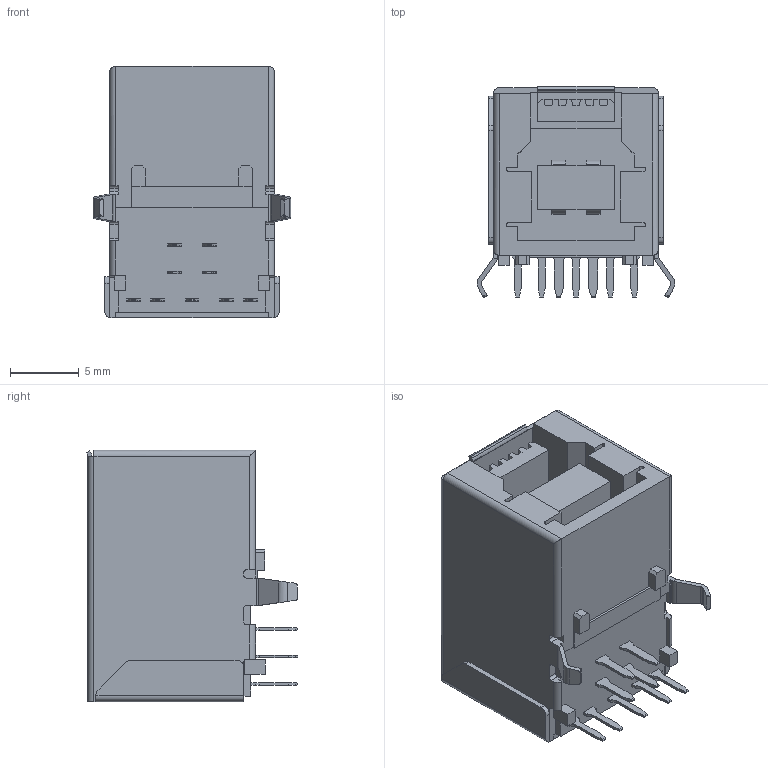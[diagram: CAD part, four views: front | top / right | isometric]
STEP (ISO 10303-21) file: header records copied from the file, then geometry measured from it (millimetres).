
FILE_DESCRIPTION (( 'STEP AP214' ), '1' );
FILE_NAME ('USB 3.0 B.STEP', '2014-10-15T14:20:42', ( 'Master' ), ( '' ), 'SwSTEP 2.0', 'SolidWorks 2013', '' );
FILE_SCHEMA (( 'AUTOMOTIVE_DESIGN' ));
Length unit declared in the file: millimetre
Products named in the file (1): USB 3.0 B
Bounding box: 14.4 x 15.38 x 18.3 mm (x, y, z)
Volume: 2103.2 mm3; surface area: 2115.3 mm2
Topology: 1 solids, 1 shells, 414 faces, 1189 edges, 788 vertices
Faces by surface type: plane 354, cylinder 60
Entity records: 15828 total; most frequent: CARTESIAN_POINT 2500, ORIENTED_EDGE 2378, DIRECTION 2087, EDGE_CURVE 1189, VECTOR 1049, LINE 1049, VERTEX_POINT 788, AXIS2_PLACEMENT_3D 519
